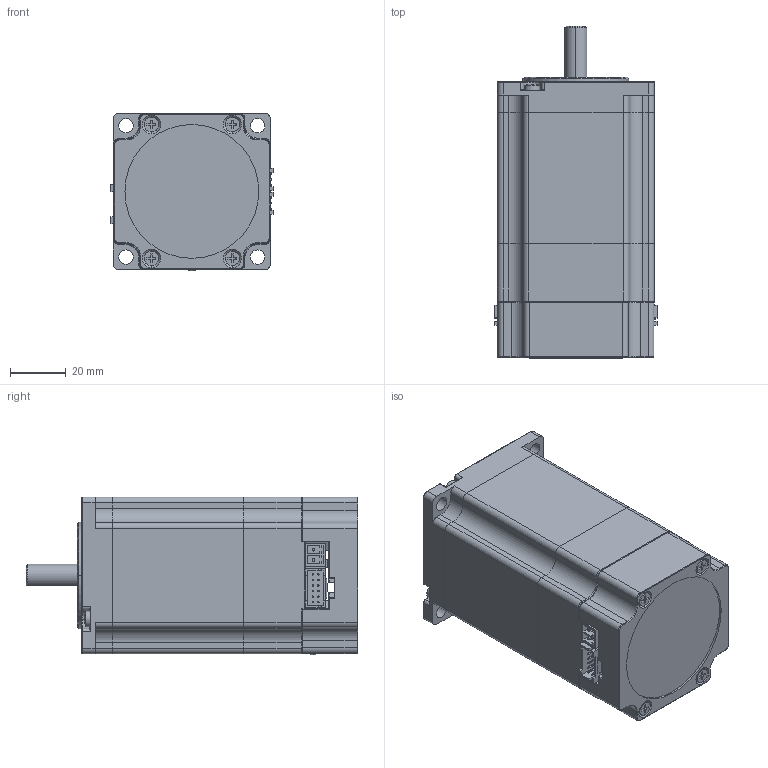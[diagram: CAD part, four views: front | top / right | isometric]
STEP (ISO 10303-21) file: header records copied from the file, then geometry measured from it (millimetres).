
FILE_DESCRIPTION (( 'STEP AP214' ), '1' );
FILE_NAME ('MD57BLS100-24-04030-1R001.STEP', '2022-07-20T07:12:14', ( '' ), ( '' ), 'SwSTEP 2.0', 'SolidWorks 2020', '' );
FILE_SCHEMA (( 'AUTOMOTIVE_DESIGN' ));
Length unit declared in the file: millimetre
Products named in the file (23): 棠沺眄杶; 錨璃27^MD57BLS100-24-04030-1R001; MD57BLS100-24-04030-1R001; 57ヶ傷裔; 耳10棠沺; cross recessed small pan head screws gb_GB_CROSS_SCREWS_TYPE3 M3X30-30-N; 57H276A-8-20粣; 傷赽郪磁6+6; 傷赽6; 傷赽2苤源; M2x11+4肣翐; 导热胶30x30厚度2mm; 57綴傷裔蜊2022.03.28; 57PCB2; cross recessed pan head screws gb_GB_CROSS_SCREWS_TYPE1 M2X6-6  H type-N; cross recessed countersunk head screws gb2_GB_CROSS_SCREWS_TYPE10 M3X25-23.35-H1-N; 57PCB; 57SF-BMQ-低压伺服编码器后罩; 傷赽郪磁苤2+12; 57隅赽53; 傷赽12; M2x9+3肣翐; 3-6.5絳嫖翐
Assembly tree (37 placements, depth 3):
  錨璃27^MD57BLS100-24-04030-1R001
  MD57BLS100-24-04030-1R001
    57隅赽53
    57ヶ傷裔
    57H276A-8-20粣
    57SF-BMQ-低压伺服编码器后罩
    傷赽郪磁6+6
      傷赽6  x2
    57綴傷裔蜊2022.03.28
    cross recessed small pan head screws gb_GB_CROSS_SCREWS_TYPE3 M3X30-30-N  x4
    cross recessed countersunk head screws gb2_GB_CROSS_SCREWS_TYPE10 M3X25-23.35-H1-N  x4
    棠沺眄杶
    57PCB
    M2x9+3肣翐  x4
    M2x11+4肣翐  x4
    57PCB2
    cross recessed pan head screws gb_GB_CROSS_SCREWS_TYPE1 M2X6-6  H type-N  x4
    3-6.5絳嫖翐
    耳10棠沺
    导热胶30x30厚度2mm
    傷赽郪磁苤2+12
      傷赽2苤源
      傷赽12
Bounding box: 58.1 x 119 x 56.6 mm (x, y, z)
Volume: 222279.2 mm3; surface area: 73545.2 mm2
Topology: 37 solids, 37 shells, 1410 faces, 3544 edges, 2242 vertices
Faces by surface type: plane 620, cylinder 528, cone 178, torus 34, bspline 32, sphere 18
Entity records: 35921 total; most frequent: CARTESIAN_POINT 13393, DIRECTION 4633, ORIENTED_EDGE 4382, EDGE_CURVE 2191, AXIS2_PLACEMENT_3D 1700, VERTEX_POINT 1376, LINE 1233, VECTOR 1233
